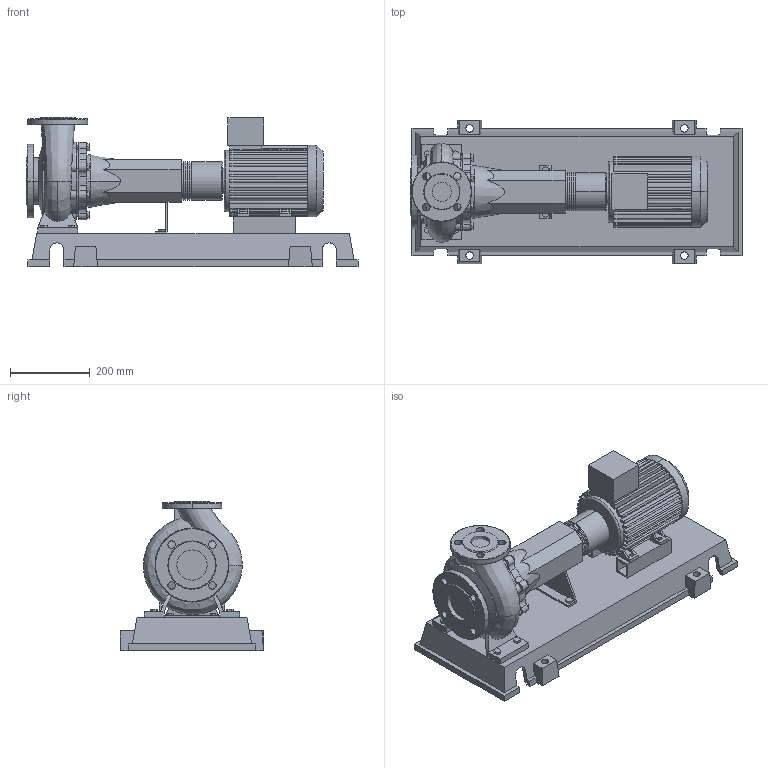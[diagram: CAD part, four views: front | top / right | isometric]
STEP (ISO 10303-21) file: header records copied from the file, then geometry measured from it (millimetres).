
FILE_DESCRIPTION((''),'2;1');
FILE_NAME('3d_NL40_160-1.1-4-05-4108958.stp','2015-03-03T07:39:03',(''),(''),'Mechanical Desktop 2009','Mechanical Desktop 2009',', , ');
FILE_SCHEMA(('CONFIG_CONTROL_DESIGN'));
Length unit declared in the file: millimetre
Products named in the file (1): Product
Bounding box: 835 x 360 x 375 mm (x, y, z)
Volume: 19344022 mm3; surface area: 1874672.6 mm2
Topology: 13 solids, 13 shells, 815 faces, 2180 edges, 1431 vertices
Faces by surface type: plane 429, bspline 203, cylinder 169, cone 8, torus 6
Entity records: 29784 total; most frequent: CARTESIAN_POINT 9545, ORIENTED_EDGE 4362, DIRECTION 3933, EDGE_CURVE 2181, VERTEX_POINT 1430, VECTOR 1423, LINE 1423, AXIS2_PLACEMENT_3D 1255
